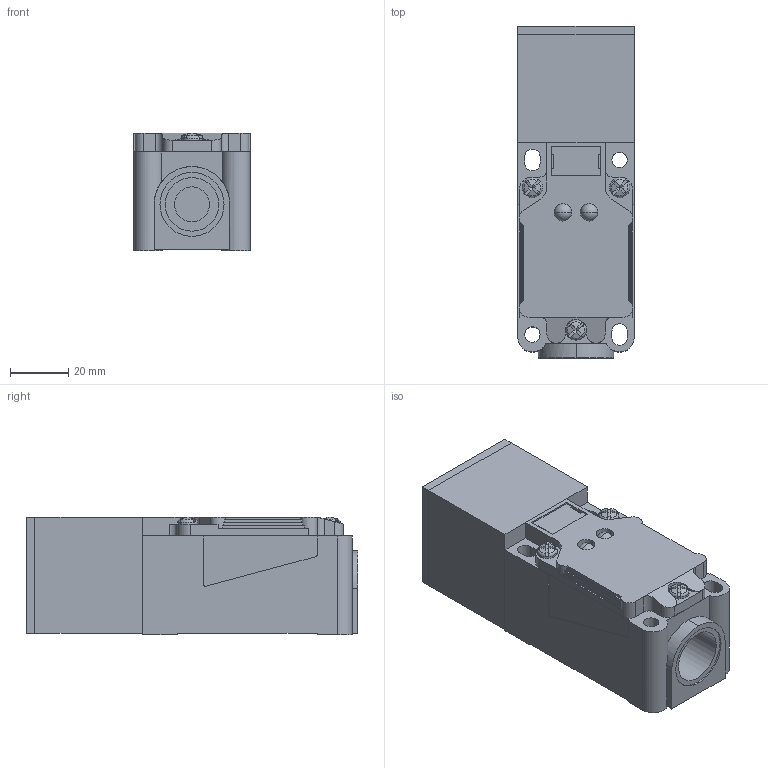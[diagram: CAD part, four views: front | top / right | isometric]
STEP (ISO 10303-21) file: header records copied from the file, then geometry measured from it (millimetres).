
FILE_DESCRIPTION(('modularis output'),'2;1');
FILE_NAME('Bi15U-CP40-AP6X2.stp','11:39:05 2003/11/13',( 'modularis software ag'),('modularis software ag'), 'unknown preprocess','ACIS','unknown authorization');
FILE_SCHEMA(('CONFIG_CONTROL_DESIGN {UNKNOWN IMPLEMENTATION LEVEL}'));
Length unit declared in the file: millimetre
Products named in the file (1): PRODUCT_ID_1
Bounding box: 40 x 114 x 40.5 mm (x, y, z)
Volume: 162869.9 mm3; surface area: 26300.8 mm2
Topology: 1 solids, 1 shells, 211 faces, 578 edges, 375 vertices
Faces by surface type: plane 142, cylinder 41, bspline 12, torus 6, cone 6, sphere 4
Entity records: 6599 total; most frequent: CARTESIAN_POINT 1645, ORIENTED_EDGE 1148, DIRECTION 851, EDGE_CURVE 574, VERTEX_POINT 375, VECTOR 331, LINE 331, AXIS2_PLACEMENT_3D 260
